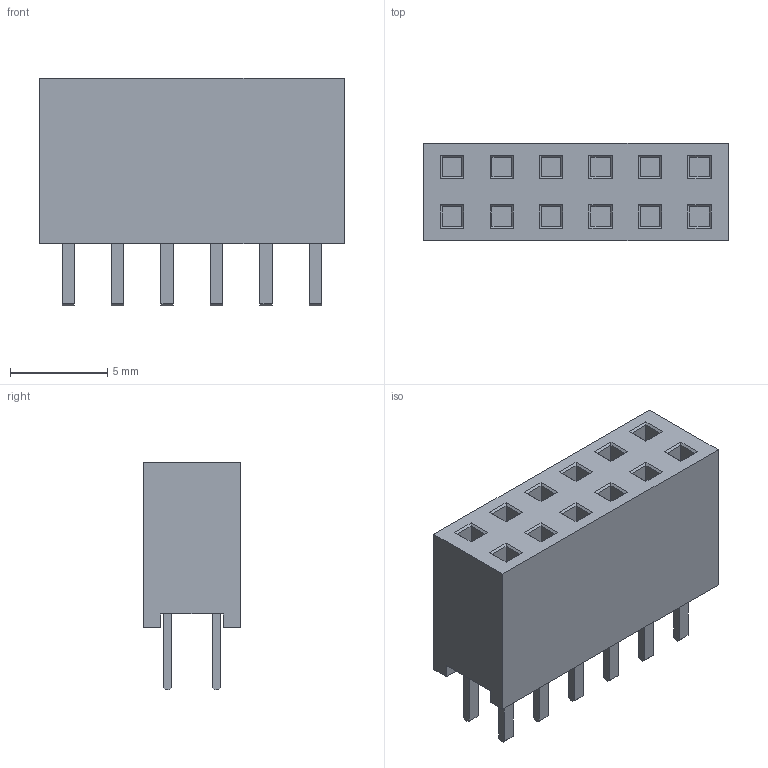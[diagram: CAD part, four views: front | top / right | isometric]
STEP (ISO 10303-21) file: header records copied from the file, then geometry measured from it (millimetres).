
FILE_DESCRIPTION(/* description */ ('Designed by EasyEDA Pro'),/* implementation_level */ '2;1');
FILE_NAME(/* name */ 'PM_2.54_2X6P_LH.step',/* time_stamp */ '2025-03-27T15:12:22+08:00',/* author */ (''),/* organization */ (''),/* preprocessor_version */ 'ST-DEVELOPER v20.1',/* originating_system */ 'Autodesk Translation Framework v14.4.0.0',/* authorisation */ '');
FILE_SCHEMA (('AUTOMOTIVE_DESIGN { 1 0 10303 214 3 1 1 }'));
Length unit declared in the file: millimetre
Products named in the file (3): DE7V-PCBModel; DE7V-Board; DE7V-U1-HDR-TH_12P-P2.54-V-F-R2-C6-S2.54
Assembly tree (2 placements, depth 2):
  DE7V-PCBModel
    DE7V-Board
    DE7V-U1-HDR-TH_12P-P2.54-V-F-R2-C6-S2.54
Bounding box: 15.65 x 5 x 11.7 mm (x, y, z)
Volume: 617.3 mm3; surface area: 715.6 mm2
Topology: 1 solids, 1 shells, 486 faces, 1254 edges, 820 vertices
Faces by surface type: plane 372, bspline 114
Entity records: 16415 total; most frequent: CARTESIAN_POINT 4663, ORIENTED_EDGE 2508, DIRECTION 1948, EDGE_CURVE 1254, LINE 1026, VECTOR 1026, VERTEX_POINT 820, EDGE_LOOP 536
